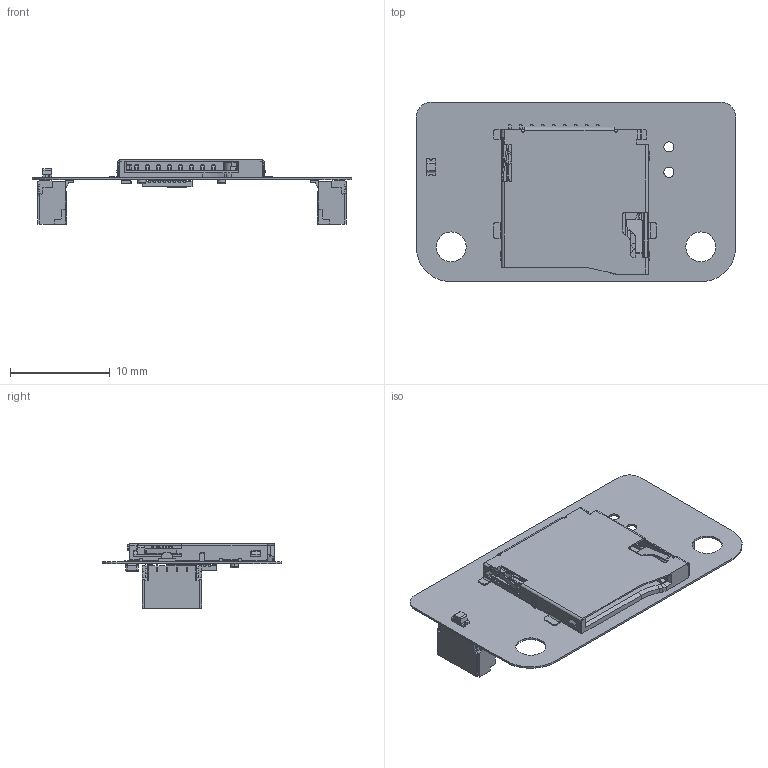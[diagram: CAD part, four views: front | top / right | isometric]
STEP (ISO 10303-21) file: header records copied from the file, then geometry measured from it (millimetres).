
FILE_DESCRIPTION(('Open CASCADE Model'),'2;1');
FILE_NAME('Open CASCADE Shape Model','2025-02-24T06:42:16',('Author'),( 'Open CASCADE'),'Open CASCADE STEP processor 7.5','Open CASCADE 7.5' ,'Unknown');
FILE_SCHEMA(('AUTOMOTIVE_DESIGN { 1 0 10303 214 1 1 1 1 }'));
Length unit declared in the file: millimetre
Products named in the file (31): PCB; Board; Open CASCADE STEP translator 7.5 1.1.1; U; DUELink-Connector-BM04B-SRSS-TB; D; X2; MicroSDXKXFS-N02-XXT; _TF; spring; STAT; 0603 LED Green; Solid1; Solid4; R4; User Library-R SMD 0402; User Library-R SMD 0402_0402 BODY; User Library-R SMD 0402_0402 PAD; User Library-R SMD 0402_0402 OPIS; C2; 0805 SMD Capacitor; C1; C0402; Free-Models; STM32-QFN32
Assembly tree (32 placements, depth 4):
  PCB
    Board
      Open CASCADE STEP translator 7.5 1.1.1
    U
      DUELink-Connector-BM04B-SRSS-TB
    D
      DUELink-Connector-BM04B-SRSS-TB
    X2
      MicroSDXKXFS-N02-XXT
        _TF
        spring
    STAT
      0603 LED Green
        Solid1
        Solid4
        Solid1
        Solid1
        Solid4
        Solid1
        Solid1
        Solid1
    R4
      User Library-R SMD 0402
        User Library-R SMD 0402_0402 BODY
        User Library-R SMD 0402_0402 PAD  x2
        User Library-R SMD 0402_0402 OPIS
    C2
      0805 SMD Capacitor
    C1
      C0402
    Free-Models
      STM32-QFN32
Bounding box: 32 x 18 x 6.43 mm (x, y, z)
Volume: 369.3 mm3; surface area: 2872.9 mm2
Topology: 81 solids, 82 shells, 2640 faces, 9915 edges, 10280 vertices
Faces by surface type: plane 1949, bspline 447, cylinder 228, sphere 8, revolution 8
Full cylindrical faces by diameter (mm): 1 x2, 1.016 x2, 3 x2
Entity records: 99895 total; most frequent: CARTESIAN_POINT 31709, ORIENTED_EDGE 12614, DIRECTION 11231, EDGE_CURVE 6307, LINE 6285, VECTOR 6285, VERTEX_POINT 4082, AXIS2_PLACEMENT_3D 2469
